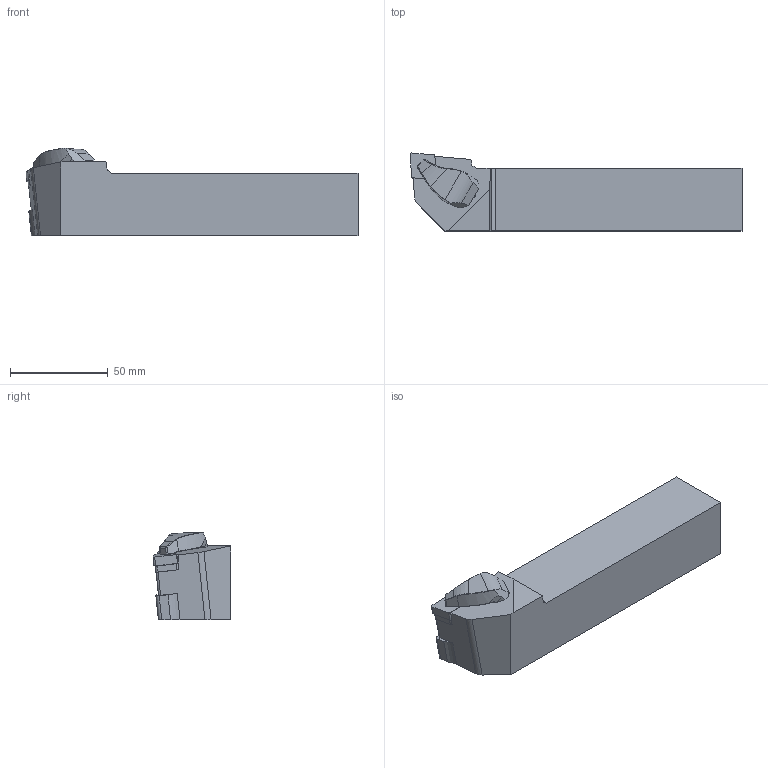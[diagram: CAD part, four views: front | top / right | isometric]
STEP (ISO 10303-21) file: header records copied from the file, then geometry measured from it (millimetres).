
FILE_DESCRIPTION(/* description */ (''),/* implementation_level */ '2;1');
FILE_NAME(/* name */ 'TCLNL-3232-P12-H.stp',/* time_stamp */ '2023-10-18T15:06:23+03:00',/* author */ (''),/* organization */ (''),/* preprocessor_version */ 'ST-DEVELOPER v19.4',/* originating_system */ 'SIEMENS PLM Software NX2306.3001',/* authorisation */ '');
FILE_SCHEMA (('AUTOMOTIVE_DESIGN { 1 0 10303 214 3 1 1 1 }'));
Length unit declared in the file: millimetre
Products named in the file (1): TCLNR-3232-P12-H
Bounding box: 169.93 x 39.92 x 44.8 mm (x, y, z)
Volume: 179540.9 mm3; surface area: 25705.1 mm2
Topology: 2 solids, 3 shells, 124 faces, 318 edges, 199 vertices
Faces by surface type: plane 62, cylinder 23, bspline 21, cone 15, extrusion 2, torus 1
Full cylindrical faces by diameter (mm): 3.5 x1
Entity records: 3987 total; most frequent: CARTESIAN_POINT 1100, ORIENTED_EDGE 624, DIRECTION 497, EDGE_CURVE 312, VERTEX_POINT 198, AXIS2_PLACEMENT_3D 168, VECTOR 161, LINE 159
